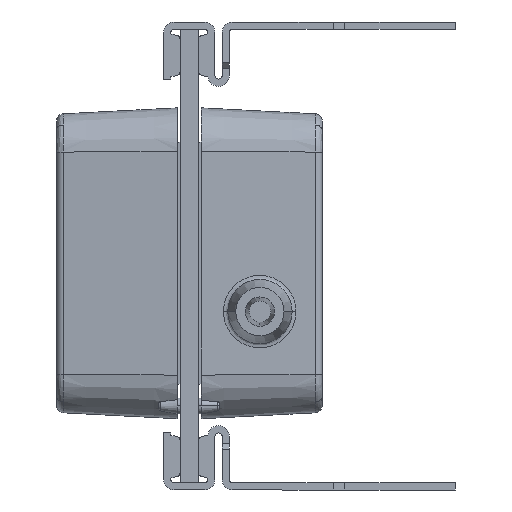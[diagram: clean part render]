
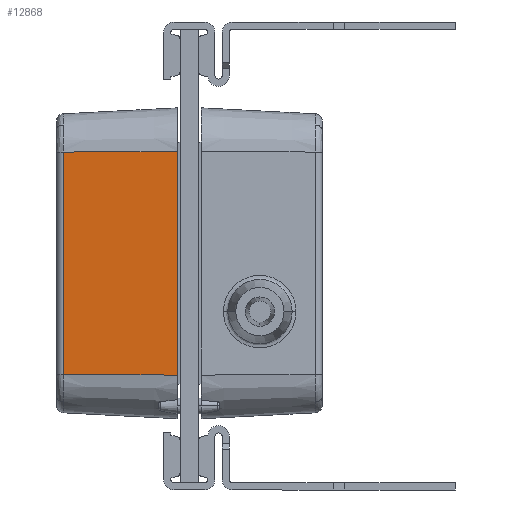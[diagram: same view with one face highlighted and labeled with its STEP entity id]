
A CAD part, left-side view. The second image highlights one B-rep face of the part: STEP entity #12868.
In plain terms, the highlighted face is planar.
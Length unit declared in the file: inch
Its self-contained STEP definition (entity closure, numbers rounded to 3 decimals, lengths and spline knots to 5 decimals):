
#574 = VERTEX_POINT ( 'NONE', #1685 ) ;
#598 = VERTEX_POINT ( 'NONE', #1691 ) ;
#626 = VERTEX_POINT ( 'NONE', #1751 ) ;
#641 = VERTEX_POINT ( 'NONE', #1726 ) ;
#1685 = CARTESIAN_POINT ( 'NONE',  ( 0.239, 0.18573, 0.16875 ) ) ;
#1691 = CARTESIAN_POINT ( 'NONE',  ( 0.23085, -0.11909, 0.32427 ) ) ;
#1726 = CARTESIAN_POINT ( 'NONE',  ( 0.23085, 0.18509, 0.32427 ) ) ;
#1751 = CARTESIAN_POINT ( 'NONE',  ( 0.239, -0.11973, 0.16875 ) ) ;
#3248 = CARTESIAN_POINT ( 'NONE',  ( 0.239, -0.12157, 0.16875 ) ) ;
#3262 = PLANE ( 'NONE',  #12067 ) ;
#3265 = DIRECTION ( 'NONE',  ( 0.999, 0., 0.052 ) ) ;
#3267 = DIRECTION ( 'NONE',  ( 0.052, 0., -0.999 ) ) ;
#3347 = ORIENTED_EDGE ( 'NONE', *, *, #8294, .T. ) ;
#3350 = ORIENTED_EDGE ( 'NONE', *, *, #8317, .F. ) ;
#4493 = ORIENTED_EDGE ( 'NONE', *, *, #8320, .T. ) ;
#4494 = ORIENTED_EDGE ( 'NONE', *, *, #8272, .T. ) ;
#8272 = EDGE_CURVE ( 'NONE', #626, #574, #10651, .T. ) ;
#8294 = EDGE_CURVE ( 'NONE', #598, #626, #10670, .T. ) ;
#8317 = EDGE_CURVE ( 'NONE', #598, #641, #10726, .T. ) ;
#8320 = EDGE_CURVE ( 'NONE', #574, #641, #10698, .T. ) ;
#9815 = CARTESIAN_POINT ( 'NONE',  ( 0.239, 0.18573, 0.16875 ) ) ;
#9844 = CARTESIAN_POINT ( 'NONE',  ( 0.239, -0.12157, 0.16875 ) ) ;
#9854 = DIRECTION ( 'NONE',  ( 0., 1., 0. ) ) ;
#9879 = DIRECTION ( 'NONE',  ( -0.052, -0.004, 0.999 ) ) ;
#9993 = DIRECTION ( 'NONE',  ( 0.052, -0.004, -0.999 ) ) ;
#10019 = CARTESIAN_POINT ( 'NONE',  ( 0.23085, -0.11909, 0.32427 ) ) ;
#10111 = CARTESIAN_POINT ( 'NONE',  ( 0.23085, 0.18509, 0.32427 ) ) ;
#10129 = DIRECTION ( 'NONE',  ( 0., 1., 0. ) ) ;
#10634 = VECTOR ( 'NONE', #9854, 39.37008 ) ;
#10643 = VECTOR ( 'NONE', #9993, 39.37008 ) ;
#10651 = LINE ( 'NONE', #9844, #10634 ) ;
#10670 = LINE ( 'NONE', #10019, #10643 ) ;
#10692 = VECTOR ( 'NONE', #9879, 39.37008 ) ;
#10698 = LINE ( 'NONE', #9815, #10692 ) ;
#10716 = VECTOR ( 'NONE', #10129, 39.37008 ) ;
#10726 = LINE ( 'NONE', #10111, #10716 ) ;
#11218 = EDGE_LOOP ( 'NONE', ( #4494, #4493, #3350, #3347 ) ) ;
#12067 = AXIS2_PLACEMENT_3D ( 'NONE', #3248, #3265, #3267 ) ;
#12868 = ADVANCED_FACE ( 'NONE', ( #13171 ), #3262, .T. ) ;
#13171 = FACE_OUTER_BOUND ( 'NONE', #11218, .T. ) ;
